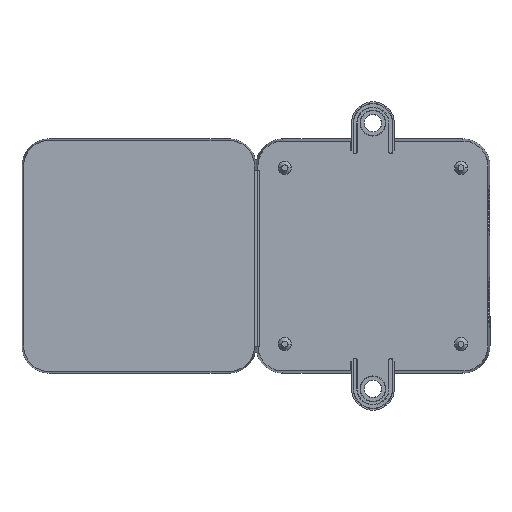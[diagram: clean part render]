
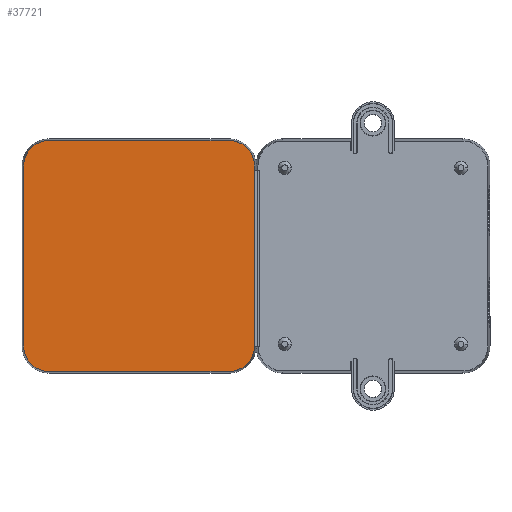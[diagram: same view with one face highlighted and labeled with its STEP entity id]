
A CAD part, front view. The second image highlights one B-rep face of the part: STEP entity #37721.
In plain terms, the highlighted planar face has unit normal (0, -1, 0).
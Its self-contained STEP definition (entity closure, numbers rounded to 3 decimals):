
#996 = CARTESIAN_POINT ( 'NONE',  ( -53.043, -44.9, -42.573 ) ) ;
#1195 = CARTESIAN_POINT ( 'NONE',  ( -128.816, -44.9, -33.2 ) ) ;
#1949 = CARTESIAN_POINT ( 'NONE',  ( -53.043, -44.9, 42.573 ) ) ;
#4295 = CARTESIAN_POINT ( 'NONE',  ( -43.67, -44.9, 33.2 ) ) ;
#6336 = CARTESIAN_POINT ( 'NONE',  ( -128.816, -44.9, 33.2 ) ) ;
#7081 = DIRECTION ( 'NONE',  ( 0., 0., 1. ) ) ;
#7274 = CARTESIAN_POINT ( 'NONE',  ( -53.043, -44.9, -33.2 ) ) ;
#7554 = VECTOR ( 'NONE', #23400, 1000. ) ;
#7959 = CIRCLE ( 'NONE', #32127, 9.373 ) ;
#10874 = FACE_OUTER_BOUND ( 'NONE', #39975, .T. ) ;
#12169 = VERTEX_POINT ( 'NONE', #22901 ) ;
#12758 = ORIENTED_EDGE ( 'NONE', *, *, #46029, .F. ) ;
#13475 = ORIENTED_EDGE ( 'NONE', *, *, #41663, .T. ) ;
#14397 = DIRECTION ( 'NONE',  ( 0., 0., 1. ) ) ;
#15115 = DIRECTION ( 'NONE',  ( 0., 0., 1. ) ) ;
#15643 = DIRECTION ( 'NONE',  ( 0., 1., 0. ) ) ;
#17621 = ORIENTED_EDGE ( 'NONE', *, *, #40581, .T. ) ;
#18451 = CARTESIAN_POINT ( 'NONE',  ( -53.043, -44.9, 33.2 ) ) ;
#18761 = DIRECTION ( 'NONE',  ( 0., 0., 1. ) ) ;
#19121 = CARTESIAN_POINT ( 'NONE',  ( -119.443, -44.9, 42.573 ) ) ;
#19467 = EDGE_CURVE ( 'NONE', #25381, #36450, #36138, .T. ) ;
#20662 = VERTEX_POINT ( 'NONE', #24764 ) ;
#22849 = CARTESIAN_POINT ( 'NONE',  ( -119.443, -44.9, 42.573 ) ) ;
#22901 = CARTESIAN_POINT ( 'NONE',  ( -119.443, -44.9, -42.573 ) ) ;
#23400 = DIRECTION ( 'NONE',  ( 1., 0., 0. ) ) ;
#23820 = PLANE ( 'NONE',  #25583 ) ;
#24098 = EDGE_CURVE ( 'NONE', #12169, #36136, #7959, .T. ) ;
#24134 = AXIS2_PLACEMENT_3D ( 'NONE', #24266, #15643, #31555 ) ;
#24259 = ORIENTED_EDGE ( 'NONE', *, *, #29380, .T. ) ;
#24266 = CARTESIAN_POINT ( 'NONE',  ( -119.443, -44.9, 33.2 ) ) ;
#24764 = CARTESIAN_POINT ( 'NONE',  ( -128.816, -44.9, 33.2 ) ) ;
#25381 = VERTEX_POINT ( 'NONE', #22849 ) ;
#25583 = AXIS2_PLACEMENT_3D ( 'NONE', #35720, #47871, #7081 ) ;
#29380 = EDGE_CURVE ( 'NONE', #49490, #41101, #32919, .T. ) ;
#31006 = DIRECTION ( 'NONE',  ( 1., 0., 0. ) ) ;
#31034 = CIRCLE ( 'NONE', #24134, 9.373 ) ;
#31157 = LINE ( 'NONE', #6336, #51803 ) ;
#31555 = DIRECTION ( 'NONE',  ( 0., 0., 1. ) ) ;
#31648 = VECTOR ( 'NONE', #37252, 1000. ) ;
#32127 = AXIS2_PLACEMENT_3D ( 'NONE', #48733, #45215, #36854 ) ;
#32919 = LINE ( 'NONE', #4295, #31648 ) ;
#33920 = EDGE_CURVE ( 'NONE', #36450, #41101, #47402, .T. ) ;
#34123 = CARTESIAN_POINT ( 'NONE',  ( -43.67, -44.9, -33.2 ) ) ;
#34524 = EDGE_CURVE ( 'NONE', #20662, #25381, #31034, .T. ) ;
#35102 = ORIENTED_EDGE ( 'NONE', *, *, #19467, .F. ) ;
#35135 = DIRECTION ( 'NONE',  ( 0., -1., 0. ) ) ;
#35431 = DIRECTION ( 'NONE',  ( 0., 1., 0. ) ) ;
#35579 = ORIENTED_EDGE ( 'NONE', *, *, #33920, .F. ) ;
#35720 = CARTESIAN_POINT ( 'NONE',  ( -119.443, -44.9, 33.2 ) ) ;
#35833 = LINE ( 'NONE', #48776, #7554 ) ;
#36136 = VERTEX_POINT ( 'NONE', #1195 ) ;
#36138 = LINE ( 'NONE', #19121, #49360 ) ;
#36450 = VERTEX_POINT ( 'NONE', #1949 ) ;
#36854 = DIRECTION ( 'NONE',  ( 0., 0., 1. ) ) ;
#37252 = DIRECTION ( 'NONE',  ( 0., 0., 1. ) ) ;
#37338 = VERTEX_POINT ( 'NONE', #996 ) ;
#37721 = ADVANCED_FACE ( 'NONE', ( #10874 ), #23820, .F. ) ;
#39975 = EDGE_LOOP ( 'NONE', ( #35579, #35102, #46227, #12758, #41259, #17621, #13475, #24259 ) ) ;
#40581 = EDGE_CURVE ( 'NONE', #12169, #37338, #35833, .T. ) ;
#41101 = VERTEX_POINT ( 'NONE', #46026 ) ;
#41259 = ORIENTED_EDGE ( 'NONE', *, *, #24098, .F. ) ;
#41663 = EDGE_CURVE ( 'NONE', #37338, #49490, #46450, .T. ) ;
#43012 = AXIS2_PLACEMENT_3D ( 'NONE', #7274, #35135, #15115 ) ;
#45215 = DIRECTION ( 'NONE',  ( 0., 1., 0. ) ) ;
#46026 = CARTESIAN_POINT ( 'NONE',  ( -43.67, -44.9, 33.2 ) ) ;
#46029 = EDGE_CURVE ( 'NONE', #36136, #20662, #31157, .T. ) ;
#46227 = ORIENTED_EDGE ( 'NONE', *, *, #34524, .F. ) ;
#46450 = CIRCLE ( 'NONE', #43012, 9.373 ) ;
#47402 = CIRCLE ( 'NONE', #52546, 9.373 ) ;
#47871 = DIRECTION ( 'NONE',  ( 0., 1., 0. ) ) ;
#48733 = CARTESIAN_POINT ( 'NONE',  ( -119.443, -44.9, -33.2 ) ) ;
#48776 = CARTESIAN_POINT ( 'NONE',  ( -119.443, -44.9, -42.573 ) ) ;
#49360 = VECTOR ( 'NONE', #31006, 1000. ) ;
#49490 = VERTEX_POINT ( 'NONE', #34123 ) ;
#51803 = VECTOR ( 'NONE', #18761, 1000. ) ;
#52546 = AXIS2_PLACEMENT_3D ( 'NONE', #18451, #35431, #14397 ) ;
